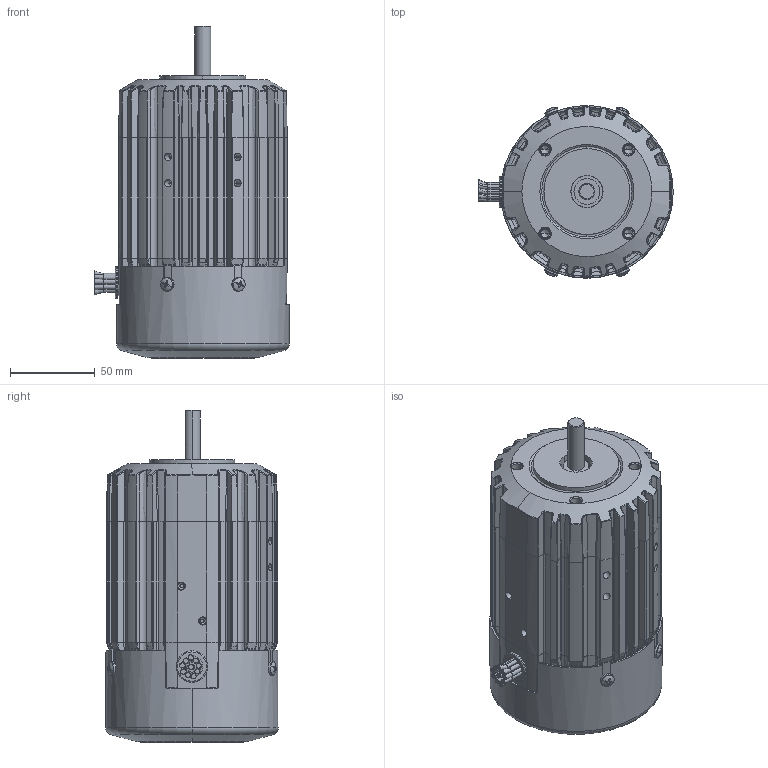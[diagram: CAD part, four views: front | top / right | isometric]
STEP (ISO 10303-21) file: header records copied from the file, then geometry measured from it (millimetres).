
FILE_DESCRIPTION (( 'STEP AP203' ), '1' );
FILE_NAME ('INFM0265.STEP', '2013-05-08T23:02:44', ( 'Admin' ), ( 'Bodine Electric Company' ), 'SwSTEP 2.0', 'SolidWorks 2012', '' );
FILE_SCHEMA (( 'CONFIG_CONTROL_DESIGN' ));
Products named in the file (1): INFM0265
Bounding box: 114.69 x 101.82 x 196.01 mm (x, y, z)
Volume: 579070.2 mm3; surface area: 168941.5 mm2
Topology: 22 solids, 22 shells, 1688 faces, 4375 edges, 2684 vertices
Faces by surface type: bspline 614, cylinder 390, plane 363, cone 157, torus 152, sphere 12
Entity records: 74253 total; most frequent: CARTESIAN_POINT 37506, ORIENTED_EDGE 8606, DIRECTION 6604, EDGE_CURVE 4303, AXIS2_PLACEMENT_3D 2804, VERTEX_POINT 2684, EDGE_LOOP 1763, CIRCLE 1729
